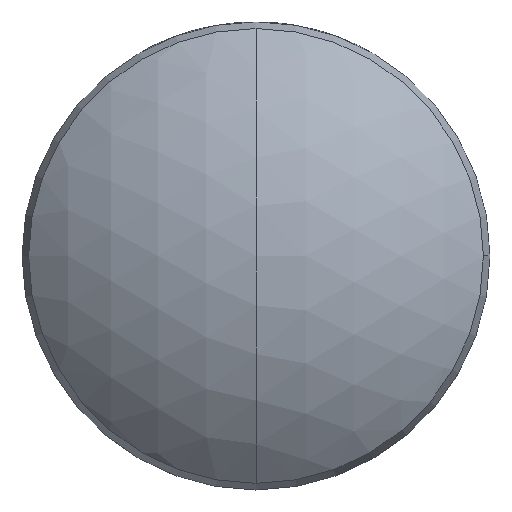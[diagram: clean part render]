
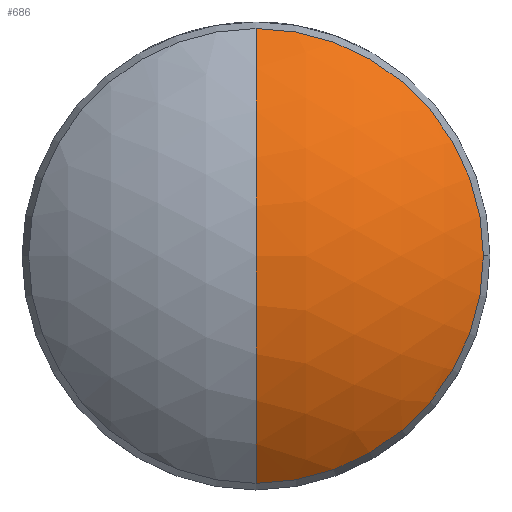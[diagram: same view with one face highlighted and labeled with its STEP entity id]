
A CAD part, top view. The second image highlights one B-rep face of the part: STEP entity #686.
In plain terms, the highlighted spherical face has radius 9.2 mm.
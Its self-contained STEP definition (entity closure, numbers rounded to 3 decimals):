
#24 = EDGE_CURVE ( 'NONE', #1936, #1907, #965, .T. ) ;
#26 = CARTESIAN_POINT ( 'NONE',  ( 0., 0., -4.86 ) ) ;
#80 = CARTESIAN_POINT ( 'NONE',  ( 0., 0., 1.962 ) ) ;
#128 = CIRCLE ( 'NONE', #459, 6.172 ) ;
#142 = AXIS2_PLACEMENT_3D ( 'NONE', #1414, #264, #2186 ) ;
#264 = DIRECTION ( 'NONE',  ( 1., 0., 0. ) ) ;
#361 = FACE_OUTER_BOUND ( 'NONE', #1455, .T. ) ;
#381 = AXIS2_PLACEMENT_3D ( 'NONE', #2261, #1837, #1095 ) ;
#458 = ORIENTED_EDGE ( 'NONE', *, *, #1805, .T. ) ;
#459 = AXIS2_PLACEMENT_3D ( 'NONE', #80, #2385, #479 ) ;
#479 = DIRECTION ( 'NONE',  ( -1., 0., 0. ) ) ;
#593 = DIRECTION ( 'NONE',  ( 0., 0., 1. ) ) ;
#640 = EDGE_CURVE ( 'NONE', #2336, #2438, #128, .T. ) ;
#686 = ADVANCED_FACE ( 'NONE', ( #361 ), #1776, .T. ) ;
#727 = DIRECTION ( 'NONE',  ( -1., 0., 0. ) ) ;
#730 = ORIENTED_EDGE ( 'NONE', *, *, #24, .T. ) ;
#761 = ORIENTED_EDGE ( 'NONE', *, *, #1717, .F. ) ;
#787 = DIRECTION ( 'NONE',  ( -1., 0., 0. ) ) ;
#835 = AXIS2_PLACEMENT_3D ( 'NONE', #1899, #1705, #727 ) ;
#848 = ORIENTED_EDGE ( 'NONE', *, *, #640, .T. ) ;
#965 = CIRCLE ( 'NONE', #142, 9.2 ) ;
#1095 = DIRECTION ( 'NONE',  ( 0., 1., 0. ) ) ;
#1107 = CARTESIAN_POINT ( 'NONE',  ( 0., -6.172, 1.962 ) ) ;
#1414 = CARTESIAN_POINT ( 'NONE',  ( 0., 0., -4.86 ) ) ;
#1455 = EDGE_LOOP ( 'NONE', ( #761, #730, #458, #848 ) ) ;
#1631 = CIRCLE ( 'NONE', #1884, 9.2 ) ;
#1705 = DIRECTION ( 'NONE',  ( 0., 0., 1. ) ) ;
#1717 = EDGE_CURVE ( 'NONE', #1936, #2438, #1631, .T. ) ;
#1727 = CARTESIAN_POINT ( 'NONE',  ( 6.172, 0., 1.962 ) ) ;
#1747 = CARTESIAN_POINT ( 'NONE',  ( 0., 0., 4.34 ) ) ;
#1776 = SPHERICAL_SURFACE ( 'NONE', #381, 9.2 ) ;
#1801 = CARTESIAN_POINT ( 'NONE',  ( 0., 6.172, 1.962 ) ) ;
#1805 = EDGE_CURVE ( 'NONE', #1907, #2336, #1987, .T. ) ;
#1837 = DIRECTION ( 'NONE',  ( 1., 0., 0. ) ) ;
#1884 = AXIS2_PLACEMENT_3D ( 'NONE', #26, #787, #593 ) ;
#1899 = CARTESIAN_POINT ( 'NONE',  ( 0., 0., 1.962 ) ) ;
#1907 = VERTEX_POINT ( 'NONE', #1107 ) ;
#1936 = VERTEX_POINT ( 'NONE', #1747 ) ;
#1987 = CIRCLE ( 'NONE', #835, 6.172 ) ;
#2186 = DIRECTION ( 'NONE',  ( 0., 1., 0. ) ) ;
#2261 = CARTESIAN_POINT ( 'NONE',  ( 0., 0., -4.86 ) ) ;
#2336 = VERTEX_POINT ( 'NONE', #1727 ) ;
#2385 = DIRECTION ( 'NONE',  ( 0., 0., 1. ) ) ;
#2438 = VERTEX_POINT ( 'NONE', #1801 ) ;
